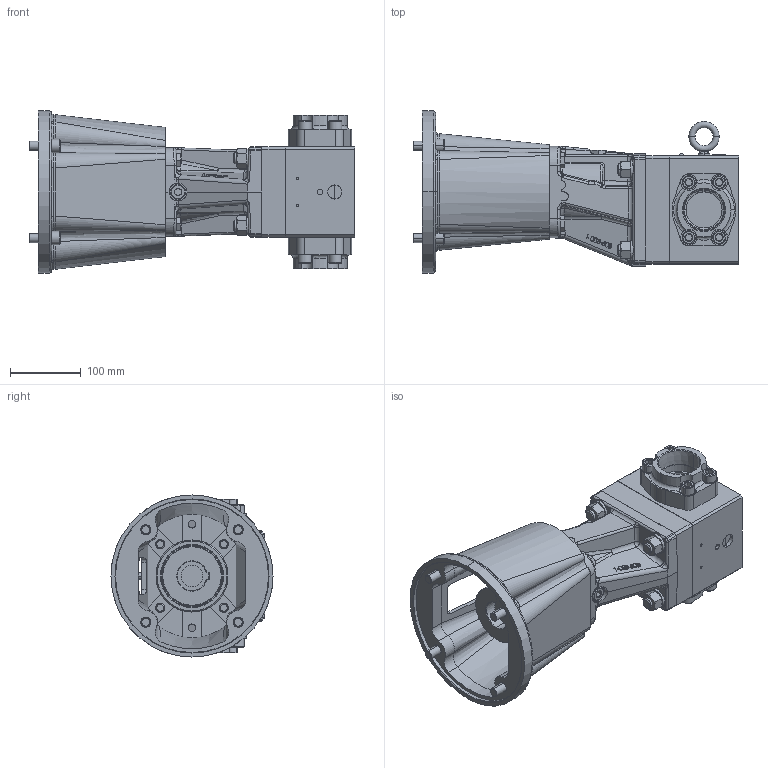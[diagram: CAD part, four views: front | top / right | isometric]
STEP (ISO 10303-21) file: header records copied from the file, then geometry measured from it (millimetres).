
FILE_DESCRIPTION (( 'STEP AP214' ), '1' );
FILE_NAME ('GPV-1013-019-U.STEP', '2019-05-22T19:41:23', ( '' ), ( '' ), 'SwSTEP 2.0', 'SolidWorks 2018', '' );
FILE_SCHEMA (( 'AUTOMOTIVE_DESIGN' ));
Length unit declared in the file: inch
Products named in the file (1): GPV-1013-019-U
Bounding box: 459.8 x 228.6 x 228.6 mm (x, y, z)
Volume: 6060336.4 mm3; surface area: 689086.4 mm2
Topology: 23 solids, 23 shells, 1922 faces, 4526 edges, 2736 vertices
Faces by surface type: plane 651, cylinder 578, cone 394, bspline 216, torus 51, sphere 32
Entity records: 92619 total; most frequent: CARTESIAN_POINT 24588, ORIENTED_EDGE 9024, DIRECTION 8778, EDGE_CURVE 4512, AXIS2_PLACEMENT_3D 3403, VERTEX_POINT 2736, EDGE_LOOP 2092, VECTOR 1972
